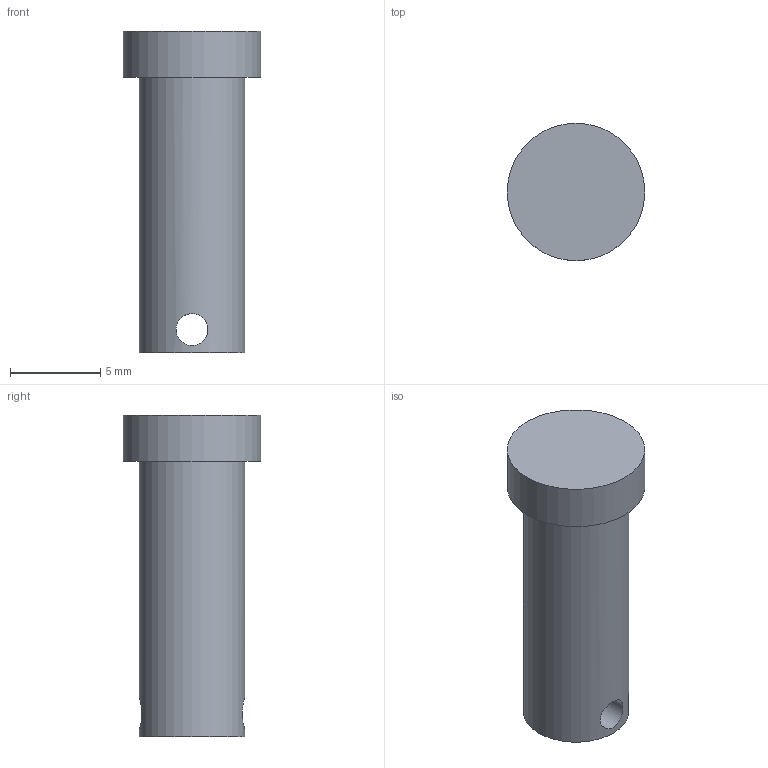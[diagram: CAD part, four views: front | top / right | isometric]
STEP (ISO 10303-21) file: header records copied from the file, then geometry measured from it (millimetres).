
FILE_DESCRIPTION(/* description */ (''),/* implementation_level */ '2;1');
FILE_NAME(/* name */ 'Pin.stp',/* time_stamp */ '2025-10-07T00:56:18-04:00',/* author */ ('Gamec'),/* organization */ (''),/* preprocessor_version */ 'ST-DEVELOPER v20.1',/* originating_system */ 'Autodesk Inventor 2026',/* authorisation */ '');
FILE_SCHEMA (('AUTOMOTIVE_DESIGN { 1 0 10303 214 3 1 1 }'));
Length unit declared in the file: inch
Products named in the file (1): Pin
Bounding box: 7.62 x 7.62 x 17.78 mm (x, y, z)
Volume: 510.1 mm3; surface area: 458.5 mm2
Topology: 1 solids, 1 shells, 6 faces, 11 edges, 8 vertices
Faces by surface type: cylinder 3, plane 3
Full cylindrical faces by diameter (mm): 1.77 x1, 5.842 x1, 7.62 x1
Entity records: 264 total; most frequent: CARTESIAN_POINT 94, DIRECTION 25, ORIENTED_EDGE 22, EDGE_CURVE 11, AXIS2_PLACEMENT_3D 11, EDGE_LOOP 9, VERTEX_POINT 8, FACE_OUTER_BOUND 6
